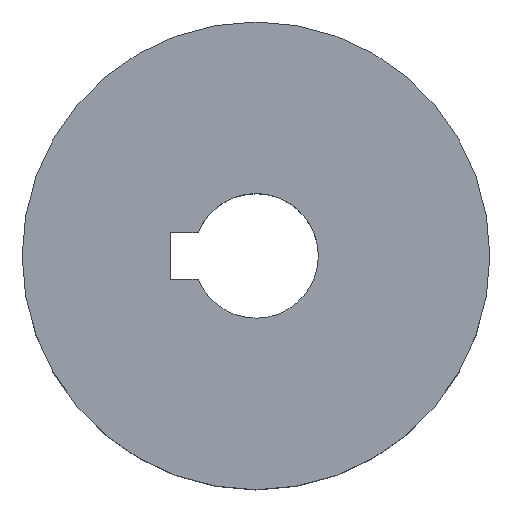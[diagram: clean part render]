
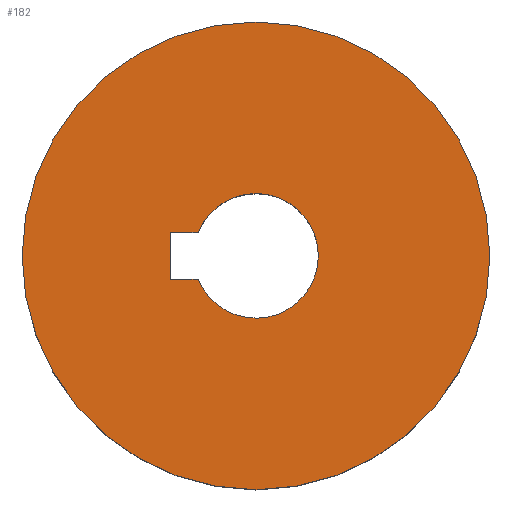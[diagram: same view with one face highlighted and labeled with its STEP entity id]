
A CAD part, top view. The second image highlights one B-rep face of the part: STEP entity #182.
In plain terms, the highlighted planar face has unit normal (0, 0, 1).
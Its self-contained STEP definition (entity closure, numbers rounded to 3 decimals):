
#11 = LINE ( 'NONE', #644, #1250 ) ;
#34 = DIRECTION ( 'NONE',  ( 1., 0., 0. ) ) ;
#59 = CARTESIAN_POINT ( 'NONE',  ( 15., 0., 10.619 ) ) ;
#125 = ORIENTED_EDGE ( 'NONE', *, *, #599, .T. ) ;
#150 = CARTESIAN_POINT ( 'NONE',  ( -3.708, 1.5, 10.619 ) ) ;
#174 = DIRECTION ( 'NONE',  ( 0., 0., -1. ) ) ;
#182 = ADVANCED_FACE ( 'NONE', ( #556, #775 ), #781, .F. ) ;
#199 = DIRECTION ( 'NONE',  ( 1., 0., 0. ) ) ;
#213 = VERTEX_POINT ( 'NONE', #1076 ) ;
#236 = DIRECTION ( 'NONE',  ( 0., 1., 0. ) ) ;
#238 = EDGE_LOOP ( 'NONE', ( #278, #125 ) ) ;
#243 = CIRCLE ( 'NONE', #610, 15. ) ;
#247 = AXIS2_PLACEMENT_3D ( 'NONE', #358, #662, #363 ) ;
#278 = ORIENTED_EDGE ( 'NONE', *, *, #283, .T. ) ;
#283 = EDGE_CURVE ( 'NONE', #969, #296, #243, .T. ) ;
#296 = VERTEX_POINT ( 'NONE', #798 ) ;
#298 = LINE ( 'NONE', #852, #1036 ) ;
#358 = CARTESIAN_POINT ( 'NONE',  ( 0., 0., 10.619 ) ) ;
#363 = DIRECTION ( 'NONE',  ( -1., 0., 0. ) ) ;
#366 = EDGE_CURVE ( 'NONE', #1260, #878, #11, .T. ) ;
#446 = CARTESIAN_POINT ( 'NONE',  ( -5.5, 1.5, 10.619 ) ) ;
#522 = CIRCLE ( 'NONE', #247, 4. ) ;
#546 = ORIENTED_EDGE ( 'NONE', *, *, #366, .T. ) ;
#556 = FACE_BOUND ( 'NONE', #791, .T. ) ;
#580 = DIRECTION ( 'NONE',  ( 1., 0., 0. ) ) ;
#583 = ORIENTED_EDGE ( 'NONE', *, *, #931, .T. ) ;
#599 = EDGE_CURVE ( 'NONE', #296, #969, #1098, .T. ) ;
#610 = AXIS2_PLACEMENT_3D ( 'NONE', #816, #1083, #913 ) ;
#643 = AXIS2_PLACEMENT_3D ( 'NONE', #783, #1187, #580 ) ;
#644 = CARTESIAN_POINT ( 'NONE',  ( -5.5, 0., 10.619 ) ) ;
#662 = DIRECTION ( 'NONE',  ( 0., 0., -1. ) ) ;
#773 = VECTOR ( 'NONE', #199, 1000. ) ;
#775 = FACE_OUTER_BOUND ( 'NONE', #238, .T. ) ;
#781 = PLANE ( 'NONE',  #1184 ) ;
#783 = CARTESIAN_POINT ( 'NONE',  ( 0., 0., 10.619 ) ) ;
#787 = CARTESIAN_POINT ( 'NONE',  ( 0., 1.5, 10.619 ) ) ;
#791 = EDGE_LOOP ( 'NONE', ( #546, #861, #583, #926 ) ) ;
#798 = CARTESIAN_POINT ( 'NONE',  ( -15., 0., 10.619 ) ) ;
#816 = CARTESIAN_POINT ( 'NONE',  ( 0., 0., 10.619 ) ) ;
#832 = CARTESIAN_POINT ( 'NONE',  ( -5.5, -1.5, 10.619 ) ) ;
#852 = CARTESIAN_POINT ( 'NONE',  ( 0., -1.5, 10.619 ) ) ;
#861 = ORIENTED_EDGE ( 'NONE', *, *, #1062, .T. ) ;
#878 = VERTEX_POINT ( 'NONE', #446 ) ;
#913 = DIRECTION ( 'NONE',  ( 1., 0., 0. ) ) ;
#926 = ORIENTED_EDGE ( 'NONE', *, *, #1283, .F. ) ;
#931 = EDGE_CURVE ( 'NONE', #1017, #213, #522, .T. ) ;
#969 = VERTEX_POINT ( 'NONE', #59 ) ;
#983 = DIRECTION ( 'NONE',  ( -1., 0., 0. ) ) ;
#1017 = VERTEX_POINT ( 'NONE', #150 ) ;
#1036 = VECTOR ( 'NONE', #34, 1000. ) ;
#1062 = EDGE_CURVE ( 'NONE', #878, #1017, #1291, .T. ) ;
#1065 = CARTESIAN_POINT ( 'NONE',  ( 0., 0., 10.619 ) ) ;
#1076 = CARTESIAN_POINT ( 'NONE',  ( -3.708, -1.5, 10.619 ) ) ;
#1083 = DIRECTION ( 'NONE',  ( 0., 0., 1. ) ) ;
#1098 = CIRCLE ( 'NONE', #643, 15. ) ;
#1184 = AXIS2_PLACEMENT_3D ( 'NONE', #1065, #174, #983 ) ;
#1187 = DIRECTION ( 'NONE',  ( 0., 0., 1. ) ) ;
#1250 = VECTOR ( 'NONE', #236, 1000. ) ;
#1260 = VERTEX_POINT ( 'NONE', #832 ) ;
#1283 = EDGE_CURVE ( 'NONE', #1260, #213, #298, .T. ) ;
#1291 = LINE ( 'NONE', #787, #773 ) ;
